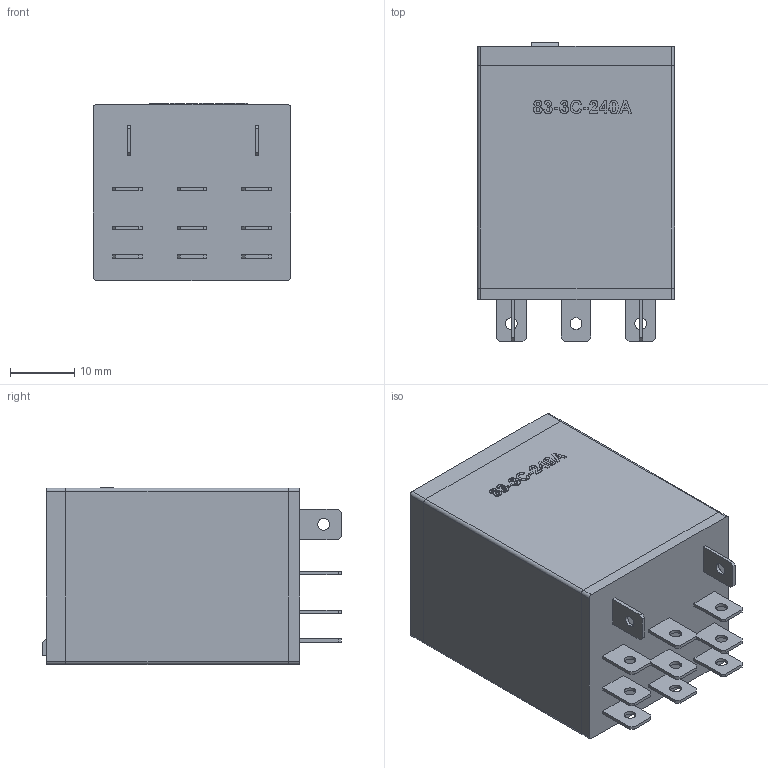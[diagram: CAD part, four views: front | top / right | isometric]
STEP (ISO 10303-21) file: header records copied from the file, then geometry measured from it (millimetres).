
FILE_DESCRIPTION (( 'STEP AP214' ), '1' );
FILE_NAME ('783-3C-240A.STEP', '2013-11-26T19:14:02', ( '' ), ( '' ), 'SwSTEP 2.0', 'SolidWorks 2013', '' );
FILE_SCHEMA (( 'AUTOMOTIVE_DESIGN' ));
Length unit declared in the file: millimetre
Products named in the file (1): 783-3C-240A
Bounding box: 30.75 x 46.6 x 27.62 mm (x, y, z)
Volume: 33291.3 mm3; surface area: 10803.9 mm2
Topology: 14 solids, 14 shells, 350 faces, 886 edges, 589 vertices
Faces by surface type: plane 228, bspline 76, cylinder 46
Entity records: 18143 total; most frequent: CARTESIAN_POINT 6070, ORIENTED_EDGE 1772, DIRECTION 1376, EDGE_CURVE 886, LINE 642, VECTOR 642, VERTEX_POINT 589, EDGE_LOOP 399
